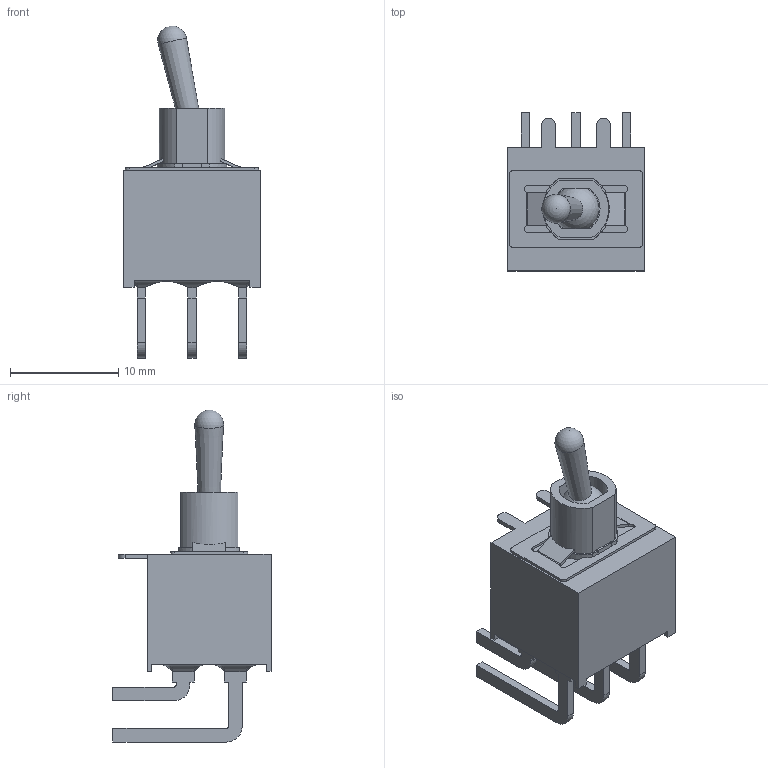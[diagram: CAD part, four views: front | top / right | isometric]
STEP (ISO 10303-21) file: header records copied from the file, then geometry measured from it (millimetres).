
FILE_DESCRIPTION((' '),'2;1');
FILE_NAME('100AWDPxT2B4M6xE.stp','2017-07-27T10:10:35',(' '),(' '),' ','ACIS',' ');
FILE_SCHEMA(('CONFIG_CONTROL_DESIGN'));
Length unit declared in the file: inch
Products named in the file (1): 100AWDPxT2B4M6xE.stp
Bounding box: 12.7 x 14.61 x 30.68 mm (x, y, z)
Volume: 1754.1 mm3; surface area: 1444.9 mm2
Topology: 1 solids, 1 shells, 202 faces, 575 edges, 364 vertices
Faces by surface type: plane 139, cylinder 52, bspline 8, sphere 2, cone 1
Entity records: 6975 total; most frequent: CARTESIAN_POINT 1645, ORIENTED_EDGE 1120, DIRECTION 1052, EDGE_CURVE 560, VECTOR 422, LINE 422, VERTEX_POINT 360, AXIS2_PLACEMENT_3D 315
